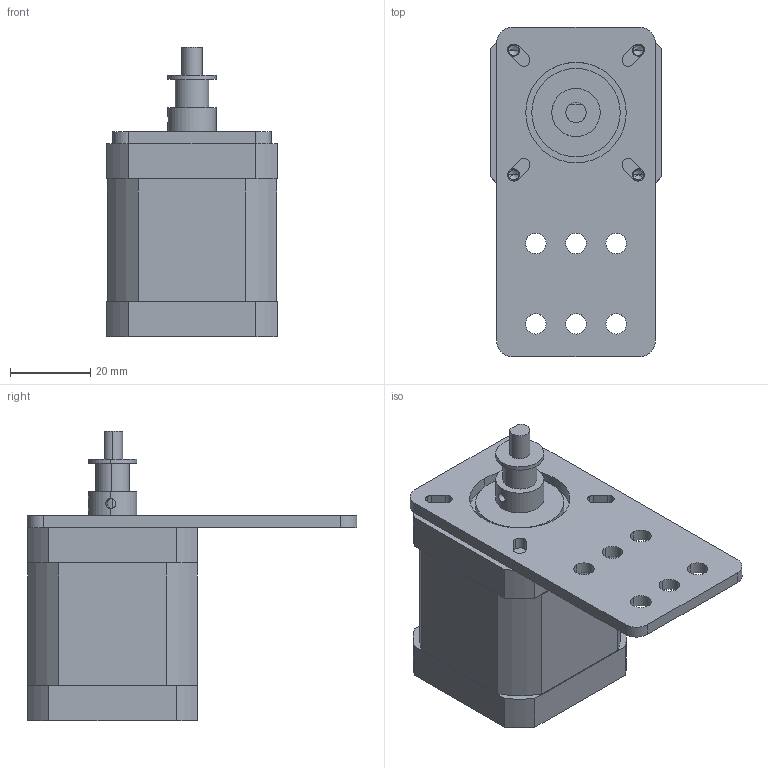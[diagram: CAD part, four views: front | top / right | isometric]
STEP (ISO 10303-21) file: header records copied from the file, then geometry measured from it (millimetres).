
FILE_DESCRIPTION(('FreeCAD Model'),'2;1');
FILE_NAME('Driver-Belt.step', '2020-08-13T00:15:32',('Author'),(''), 'Open CASCADE STEP processor 7.3','FreeCAD','Unknown');
FILE_SCHEMA(('AUTOMOTIVE_DESIGN { 1 0 10303 214 1 1 1 1 }'));
Length unit declared in the file: millimetre
Products named in the file (3): Nema_17_Stepper_Motor1_001; GT2_Timing_Pulley_14_Tooth1_001; Motor_Mount_Plate_Nema_171_001
Bounding box: 42.42 x 82 x 72 mm (x, y, z)
Volume: 91319.9 mm3; surface area: 19267.2 mm2
Topology: 3 solids, 3 shells, 124 faces, 318 edges, 204 vertices
Faces by surface type: cylinder 74, plane 42, cone 8
Entity records: 9584 total; most frequent: CARTESIAN_POINT 2753, DIRECTION 1198, LINE 630, VECTOR 630, ORIENTED_EDGE 620, PCURVE 620, DEFINITIONAL_REPRESENTATION 620, EDGE_CURVE 310
